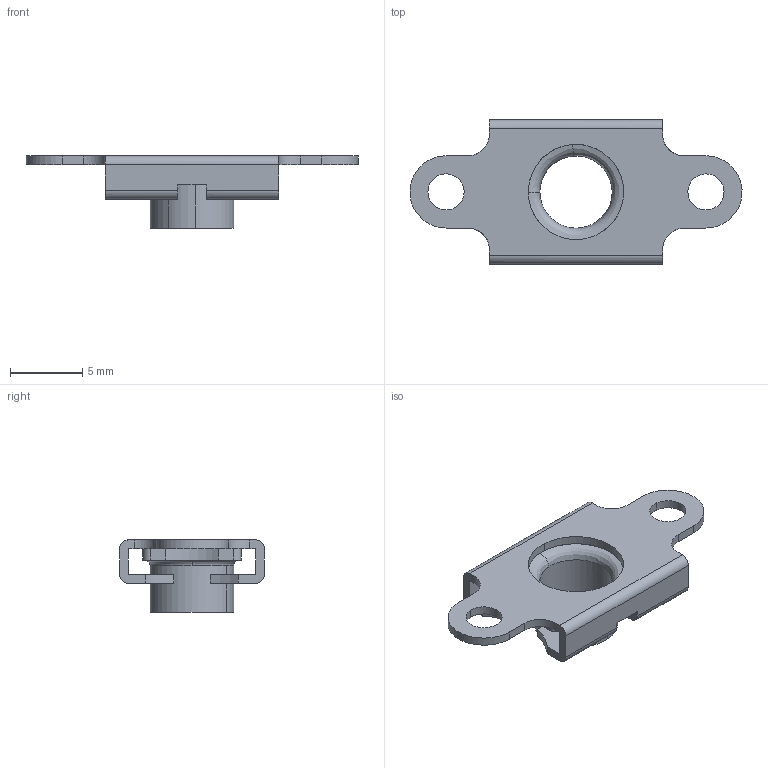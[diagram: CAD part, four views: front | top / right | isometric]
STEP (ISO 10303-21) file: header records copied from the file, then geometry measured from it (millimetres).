
FILE_DESCRIPTION((''),'2;1');
FILE_NAME('','2005-07-15T15:57:43',(''),(''),'','CADfix','');
FILE_SCHEMA(('AUTOMOTIVE_DESIGN'));
Length unit declared in the file: millimetre
Products named in the file (3): nut; housing; TL_264_3_1988_36
Assembly tree (2 placements, depth 2):
  TL_264_3_1988_36
    nut
    housing
Bounding box: 22.99 x 10 x 5 mm (x, y, z)
Volume: 193.3 mm3; surface area: 762.4 mm2
Topology: 2 solids, 2 shells, 81 faces, 252 edges, 176 vertices
Faces by surface type: bspline 81
Entity records: 2827 total; most frequent: CARTESIAN_POINT 1371, ORIENTED_EDGE 504, EDGE_CURVE 252, VERTEX_POINT 176, QUASI_UNIFORM_CURVE 144, EDGE_LOOP 90, FACE_OUTER_BOUND 81, ADVANCED_FACE 81
